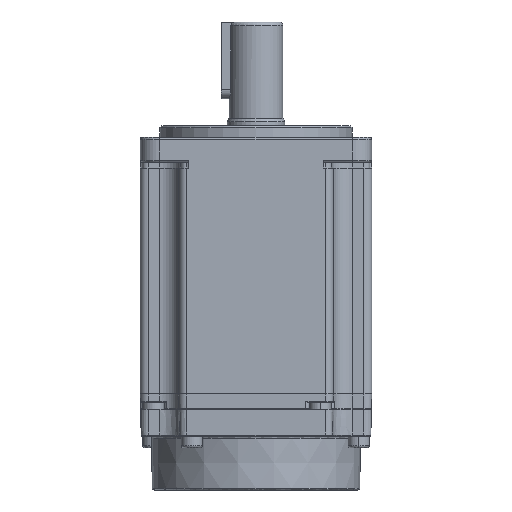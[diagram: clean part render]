
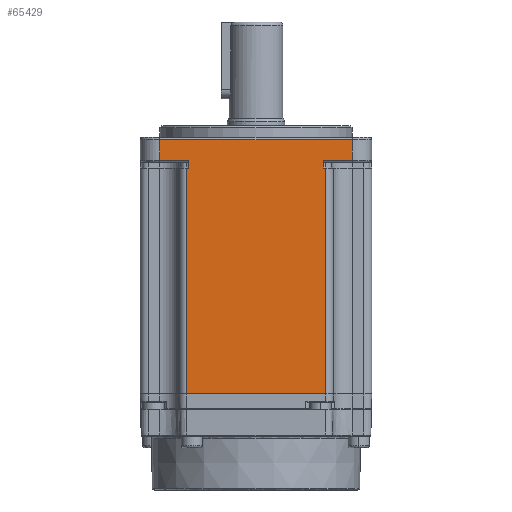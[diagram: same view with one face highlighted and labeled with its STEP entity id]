
A CAD part, front view. The second image highlights one B-rep face of the part: STEP entity #65429.
In plain terms, the highlighted planar face has unit normal (0, -1, 0).
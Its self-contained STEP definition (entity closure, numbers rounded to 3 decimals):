
#80 = EDGE_CURVE ( 'NONE', #81842, #70646, #66308, .T. ) ;
#524 = VERTEX_POINT ( 'NONE', #74036 ) ;
#613 = CARTESIAN_POINT ( 'NONE',  ( -30.584, -39.646, 34.9 ) ) ;
#1506 = VECTOR ( 'NONE', #32410, 1000. ) ;
#2218 = VERTEX_POINT ( 'NONE', #77364 ) ;
#2380 = VECTOR ( 'NONE', #8023, 1000. ) ;
#3181 = CARTESIAN_POINT ( 'NONE',  ( 17.016, -39.646, 95.7 ) ) ;
#3354 = VECTOR ( 'NONE', #45720, 1000. ) ;
#3874 = ORIENTED_EDGE ( 'NONE', *, *, #9746, .T. ) ;
#4533 = CARTESIAN_POINT ( 'NONE',  ( -18.584, -39.646, 34.9 ) ) ;
#5122 = DIRECTION ( 'NONE',  ( 0., 0., 1. ) ) ;
#5426 = VERTEX_POINT ( 'NONE', #45468 ) ;
#5731 = ORIENTED_EDGE ( 'NONE', *, *, #8163, .T. ) ;
#5790 = ORIENTED_EDGE ( 'NONE', *, *, #27225, .F. ) ;
#6743 = ORIENTED_EDGE ( 'NONE', *, *, #39056, .T. ) ;
#6977 = CARTESIAN_POINT ( 'NONE',  ( -30.584, -39.646, 93.7 ) ) ;
#8023 = DIRECTION ( 'NONE',  ( 1., 0., 0. ) ) ;
#8163 = EDGE_CURVE ( 'NONE', #34721, #2218, #55764, .T. ) ;
#9746 = EDGE_CURVE ( 'NONE', #47755, #5426, #26088, .T. ) ;
#10587 = ORIENTED_EDGE ( 'NONE', *, *, #69843, .T. ) ;
#11204 = LINE ( 'NONE', #39662, #45935 ) ;
#14735 = EDGE_CURVE ( 'NONE', #5426, #524, #20789, .T. ) ;
#15595 = ORIENTED_EDGE ( 'NONE', *, *, #70139, .T. ) ;
#16087 = VERTEX_POINT ( 'NONE', #31676 ) ;
#17068 = DIRECTION ( 'NONE',  ( -1., 0., 0. ) ) ;
#20511 = LINE ( 'NONE', #613, #73702 ) ;
#20789 = LINE ( 'NONE', #35552, #2380 ) ;
#22211 = LINE ( 'NONE', #62422, #75435 ) ;
#24169 = DIRECTION ( 'NONE',  ( -1., 0., 0. ) ) ;
#24398 = DIRECTION ( 'NONE',  ( 0., 0., -1. ) ) ;
#24681 = CARTESIAN_POINT ( 'NONE',  ( -25.584, -39.646, 102.1 ) ) ;
#26088 = LINE ( 'NONE', #24681, #79209 ) ;
#26999 = ORIENTED_EDGE ( 'NONE', *, *, #54851, .T. ) ;
#27225 = EDGE_CURVE ( 'NONE', #81842, #47033, #20511, .T. ) ;
#27983 = CARTESIAN_POINT ( 'NONE',  ( -25.584, -39.646, 101.1 ) ) ;
#30849 = ORIENTED_EDGE ( 'NONE', *, *, #48664, .T. ) ;
#31676 = CARTESIAN_POINT ( 'NONE',  ( 24.616, -39.646, 101.1 ) ) ;
#32410 = DIRECTION ( 'NONE',  ( 1., 0., 0. ) ) ;
#32652 = CARTESIAN_POINT ( 'NONE',  ( -18.584, -39.646, 102.1 ) ) ;
#33748 = VECTOR ( 'NONE', #48527, 1000. ) ;
#34721 = VERTEX_POINT ( 'NONE', #76184 ) ;
#35552 = CARTESIAN_POINT ( 'NONE',  ( -17.984, -39.646, 95.7 ) ) ;
#37038 = VECTOR ( 'NONE', #37587, 1000. ) ;
#37587 = DIRECTION ( 'NONE',  ( 0., 0., 1. ) ) ;
#39056 = EDGE_CURVE ( 'NONE', #66708, #66015, #11204, .T. ) ;
#39504 = VECTOR ( 'NONE', #39648, 1000. ) ;
#39648 = DIRECTION ( 'NONE',  ( 0., 0., -1. ) ) ;
#39662 = CARTESIAN_POINT ( 'NONE',  ( 17.016, -39.646, 102.1 ) ) ;
#39899 = CARTESIAN_POINT ( 'NONE',  ( 17.016, -39.646, 93.7 ) ) ;
#41407 = DIRECTION ( 'NONE',  ( 0., 0., -1. ) ) ;
#42357 = DIRECTION ( 'NONE',  ( -1., 0., 0. ) ) ;
#44110 = FACE_OUTER_BOUND ( 'NONE', #86914, .T. ) ;
#44829 = CARTESIAN_POINT ( 'NONE',  ( -30.584, -39.646, 102.1 ) ) ;
#45468 = CARTESIAN_POINT ( 'NONE',  ( -25.584, -39.646, 95.7 ) ) ;
#45720 = DIRECTION ( 'NONE',  ( -1., 0., 0. ) ) ;
#45935 = VECTOR ( 'NONE', #5122, 1000. ) ;
#47033 = VERTEX_POINT ( 'NONE', #4533 ) ;
#47216 = EDGE_CURVE ( 'NONE', #524, #34721, #22211, .T. ) ;
#47755 = VERTEX_POINT ( 'NONE', #27983 ) ;
#47889 = VECTOR ( 'NONE', #71400, 1000. ) ;
#48527 = DIRECTION ( 'NONE',  ( -1., 0., 0. ) ) ;
#48664 = EDGE_CURVE ( 'NONE', #2218, #47033, #76389, .T. ) ;
#51317 = CARTESIAN_POINT ( 'NONE',  ( 24.616, -39.646, 102.1 ) ) ;
#54726 = AXIS2_PLACEMENT_3D ( 'NONE', #44829, #65754, #24169 ) ;
#54851 = EDGE_CURVE ( 'NONE', #66015, #59074, #56882, .T. ) ;
#55372 = CARTESIAN_POINT ( 'NONE',  ( 17.616, -39.646, 34.9 ) ) ;
#55764 = LINE ( 'NONE', #68191, #71931 ) ;
#56548 = LINE ( 'NONE', #73587, #3354 ) ;
#56882 = LINE ( 'NONE', #73976, #1506 ) ;
#58792 = PLANE ( 'NONE',  #54726 ) ;
#59074 = VERTEX_POINT ( 'NONE', #72002 ) ;
#62422 = CARTESIAN_POINT ( 'NONE',  ( -17.984, -39.646, 102.1 ) ) ;
#65429 = ADVANCED_FACE ( 'NONE', ( #44110 ), #58792, .F. ) ;
#65754 = DIRECTION ( 'NONE',  ( 0., 1., 0. ) ) ;
#66015 = VERTEX_POINT ( 'NONE', #3181 ) ;
#66308 = LINE ( 'NONE', #69521, #47889 ) ;
#66708 = VERTEX_POINT ( 'NONE', #39899 ) ;
#68191 = CARTESIAN_POINT ( 'NONE',  ( -30.584, -39.646, 93.7 ) ) ;
#69521 = CARTESIAN_POINT ( 'NONE',  ( 17.616, -39.646, 102.1 ) ) ;
#69843 = EDGE_CURVE ( 'NONE', #59074, #16087, #74001, .T. ) ;
#70072 = ORIENTED_EDGE ( 'NONE', *, *, #80, .T. ) ;
#70139 = EDGE_CURVE ( 'NONE', #70646, #66708, #86947, .T. ) ;
#70474 = EDGE_CURVE ( 'NONE', #16087, #47755, #56548, .T. ) ;
#70646 = VERTEX_POINT ( 'NONE', #82654 ) ;
#71400 = DIRECTION ( 'NONE',  ( 0., 0., 1. ) ) ;
#71931 = VECTOR ( 'NONE', #17068, 1000. ) ;
#72002 = CARTESIAN_POINT ( 'NONE',  ( 24.616, -39.646, 95.7 ) ) ;
#73587 = CARTESIAN_POINT ( 'NONE',  ( -30.584, -39.646, 101.1 ) ) ;
#73702 = VECTOR ( 'NONE', #42357, 1000. ) ;
#73976 = CARTESIAN_POINT ( 'NONE',  ( 24.616, -39.646, 95.7 ) ) ;
#74001 = LINE ( 'NONE', #51317, #37038 ) ;
#74036 = CARTESIAN_POINT ( 'NONE',  ( -17.984, -39.646, 95.7 ) ) ;
#75435 = VECTOR ( 'NONE', #41407, 1000. ) ;
#76184 = CARTESIAN_POINT ( 'NONE',  ( -17.984, -39.646, 93.7 ) ) ;
#76389 = LINE ( 'NONE', #32652, #39504 ) ;
#77364 = CARTESIAN_POINT ( 'NONE',  ( -18.584, -39.646, 93.7 ) ) ;
#79209 = VECTOR ( 'NONE', #24398, 1000. ) ;
#81419 = ORIENTED_EDGE ( 'NONE', *, *, #14735, .T. ) ;
#81813 = ORIENTED_EDGE ( 'NONE', *, *, #47216, .T. ) ;
#81842 = VERTEX_POINT ( 'NONE', #55372 ) ;
#82654 = CARTESIAN_POINT ( 'NONE',  ( 17.616, -39.646, 93.7 ) ) ;
#84734 = ORIENTED_EDGE ( 'NONE', *, *, #70474, .T. ) ;
#86914 = EDGE_LOOP ( 'NONE', ( #5790, #70072, #15595, #6743, #26999, #10587, #84734, #3874, #81419, #81813, #5731, #30849 ) ) ;
#86947 = LINE ( 'NONE', #6977, #33748 ) ;
